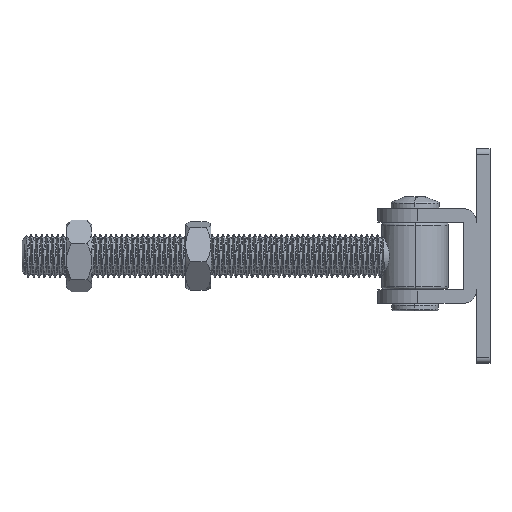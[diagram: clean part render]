
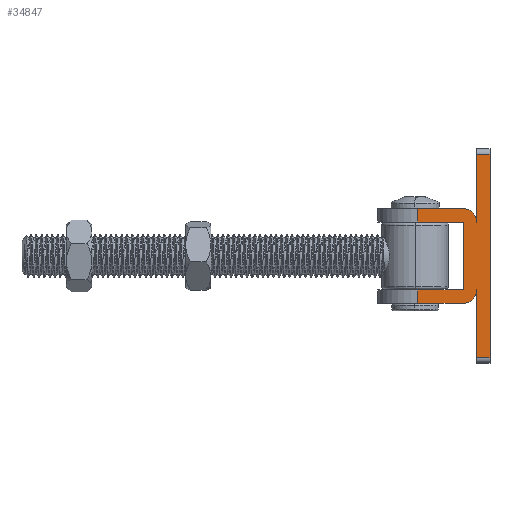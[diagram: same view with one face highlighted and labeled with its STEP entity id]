
A CAD part, left-side view. The second image highlights one B-rep face of the part: STEP entity #34847.
In plain terms, the highlighted face is planar.
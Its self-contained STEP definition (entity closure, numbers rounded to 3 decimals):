
#49 = DIRECTION ( 'NONE',  ( 0., 1., 0. ) ) ;
#325 = CARTESIAN_POINT ( 'NONE',  ( -12.75, 32.2, 15. ) ) ;
#1805 = DIRECTION ( 'NONE',  ( 1., 0., 0. ) ) ;
#1822 = CARTESIAN_POINT ( 'NONE',  ( 38.25, -10., 15. ) ) ;
#2340 = CARTESIAN_POINT ( 'NONE',  ( -17.75, 32.2, 15. ) ) ;
#2355 = VECTOR ( 'NONE', #19543, 1000. ) ;
#2604 = DIRECTION ( 'NONE',  ( 0., -1., 0. ) ) ;
#2850 = CARTESIAN_POINT ( 'NONE',  ( 12.75, 0., 15. ) ) ;
#2970 = ORIENTED_EDGE ( 'NONE', *, *, #10099, .F. ) ;
#3156 = EDGE_CURVE ( 'NONE', #32699, #20091, #26428, .T. ) ;
#3416 = VECTOR ( 'NONE', #49, 1000. ) ;
#3461 = VERTEX_POINT ( 'NONE', #7107 ) ;
#4326 = DIRECTION ( 'NONE',  ( 1., 0., 0. ) ) ;
#4337 = DIRECTION ( 'NONE',  ( 0., 1., 0. ) ) ;
#4736 = VERTEX_POINT ( 'NONE', #8373 ) ;
#5329 = ORIENTED_EDGE ( 'NONE', *, *, #3156, .T. ) ;
#5374 = VECTOR ( 'NONE', #4326, 1000. ) ;
#5604 = VERTEX_POINT ( 'NONE', #21373 ) ;
#5748 = LINE ( 'NONE', #16206, #30684 ) ;
#6501 = CARTESIAN_POINT ( 'NONE',  ( 17.75, 17.2, 15. ) ) ;
#6503 = DIRECTION ( 'NONE',  ( 1., 0., 0. ) ) ;
#6697 = CARTESIAN_POINT ( 'NONE',  ( 38.25, -5., 15. ) ) ;
#7075 = ORIENTED_EDGE ( 'NONE', *, *, #9889, .T. ) ;
#7107 = CARTESIAN_POINT ( 'NONE',  ( 12.75, 17.2, 15. ) ) ;
#8079 = DIRECTION ( 'NONE',  ( 0., 0., 1. ) ) ;
#8373 = CARTESIAN_POINT ( 'NONE',  ( 38.25, -10., 15. ) ) ;
#8388 = VECTOR ( 'NONE', #9558, 1000. ) ;
#8659 = VERTEX_POINT ( 'NONE', #24725 ) ;
#9092 = VECTOR ( 'NONE', #22698, 1000. ) ;
#9402 = EDGE_CURVE ( 'NONE', #20319, #20091, #29431, .T. ) ;
#9449 = ORIENTED_EDGE ( 'NONE', *, *, #25339, .T. ) ;
#9548 = CARTESIAN_POINT ( 'NONE',  ( 12.75, 0., 15. ) ) ;
#9558 = DIRECTION ( 'NONE',  ( -1., 0., 0. ) ) ;
#9889 = EDGE_CURVE ( 'NONE', #28944, #5604, #27149, .T. ) ;
#10099 = EDGE_CURVE ( 'NONE', #4736, #8659, #29855, .T. ) ;
#10905 = CARTESIAN_POINT ( 'NONE',  ( -38.25, -5., 15. ) ) ;
#10992 = LINE ( 'NONE', #16586, #3416 ) ;
#11159 = CARTESIAN_POINT ( 'NONE',  ( 12.75, 0., 15. ) ) ;
#11205 = ORIENTED_EDGE ( 'NONE', *, *, #29377, .T. ) ;
#11296 = PLANE ( 'NONE',  #16899 ) ;
#11306 = VECTOR ( 'NONE', #2604, 1000. ) ;
#11415 = ORIENTED_EDGE ( 'NONE', *, *, #14378, .T. ) ;
#12147 = DIRECTION ( 'NONE',  ( 0., 0., 1. ) ) ;
#12540 = VERTEX_POINT ( 'NONE', #32103 ) ;
#12878 = DIRECTION ( 'NONE',  ( -1., 0., 0. ) ) ;
#13008 = ORIENTED_EDGE ( 'NONE', *, *, #15349, .T. ) ;
#14378 = EDGE_CURVE ( 'NONE', #19775, #28944, #21036, .T. ) ;
#14859 = CARTESIAN_POINT ( 'NONE',  ( -12.75, 0., 15. ) ) ;
#15349 = EDGE_CURVE ( 'NONE', #4736, #19775, #28596, .T. ) ;
#15473 = LINE ( 'NONE', #2340, #17705 ) ;
#16188 = ORIENTED_EDGE ( 'NONE', *, *, #23427, .T. ) ;
#16206 = CARTESIAN_POINT ( 'NONE',  ( -12.75, 0., 15. ) ) ;
#16586 = CARTESIAN_POINT ( 'NONE',  ( 17.75, 0., 15. ) ) ;
#16899 = AXIS2_PLACEMENT_3D ( 'NONE', #25119, #8079, #33722 ) ;
#17346 = ORIENTED_EDGE ( 'NONE', *, *, #25621, .T. ) ;
#17705 = VECTOR ( 'NONE', #25241, 1000. ) ;
#17832 = CARTESIAN_POINT ( 'NONE',  ( -12.75, 17.2, 15. ) ) ;
#17907 = DIRECTION ( 'NONE',  ( 1., 0., 0. ) ) ;
#18272 = CARTESIAN_POINT ( 'NONE',  ( -12.75, 0., 15. ) ) ;
#18872 = VERTEX_POINT ( 'NONE', #11159 ) ;
#18960 = VECTOR ( 'NONE', #1805, 1000. ) ;
#19379 = VECTOR ( 'NONE', #4337, 1000. ) ;
#19428 = CARTESIAN_POINT ( 'NONE',  ( 38.25, -5., 15. ) ) ;
#19543 = DIRECTION ( 'NONE',  ( -1., 0., 0. ) ) ;
#19775 = VERTEX_POINT ( 'NONE', #19957 ) ;
#19957 = CARTESIAN_POINT ( 'NONE',  ( 38.25, -5., 15. ) ) ;
#20006 = VERTEX_POINT ( 'NONE', #6501 ) ;
#20042 = VECTOR ( 'NONE', #12878, 1000. ) ;
#20091 = VERTEX_POINT ( 'NONE', #17832 ) ;
#20144 = ORIENTED_EDGE ( 'NONE', *, *, #34267, .F. ) ;
#20306 = CARTESIAN_POINT ( 'NONE',  ( 12.75, -5., 15. ) ) ;
#20319 = VERTEX_POINT ( 'NONE', #36346 ) ;
#20762 = CIRCLE ( 'NONE', #22444, 5. ) ;
#20960 = EDGE_CURVE ( 'NONE', #18872, #32699, #5748, .T. ) ;
#21036 = LINE ( 'NONE', #19428, #2355 ) ;
#21373 = CARTESIAN_POINT ( 'NONE',  ( 17.75, 0., 15. ) ) ;
#21463 = ORIENTED_EDGE ( 'NONE', *, *, #23690, .T. ) ;
#22085 = CARTESIAN_POINT ( 'NONE',  ( -17.75, 17.2, 15. ) ) ;
#22444 = AXIS2_PLACEMENT_3D ( 'NONE', #14859, #29282, #6503 ) ;
#22698 = DIRECTION ( 'NONE',  ( 0., 1., 0. ) ) ;
#22962 = CARTESIAN_POINT ( 'NONE',  ( 38.25, -10., 15. ) ) ;
#22971 = FACE_OUTER_BOUND ( 'NONE', #27764, .T. ) ;
#23427 = EDGE_CURVE ( 'NONE', #28089, #35720, #26199, .T. ) ;
#23690 = EDGE_CURVE ( 'NONE', #20319, #12540, #15473, .T. ) ;
#23754 = LINE ( 'NONE', #2850, #11306 ) ;
#24725 = CARTESIAN_POINT ( 'NONE',  ( -38.25, -10., 15. ) ) ;
#25119 = CARTESIAN_POINT ( 'NONE',  ( 12.75, 0., 15. ) ) ;
#25241 = DIRECTION ( 'NONE',  ( 0., -1., 0. ) ) ;
#25339 = EDGE_CURVE ( 'NONE', #12540, #28089, #20762, .T. ) ;
#25454 = DIRECTION ( 'NONE',  ( 0., 1., 0. ) ) ;
#25621 = EDGE_CURVE ( 'NONE', #5604, #20006, #10992, .T. ) ;
#26199 = LINE ( 'NONE', #6697, #8388 ) ;
#26428 = LINE ( 'NONE', #325, #9092 ) ;
#27149 = CIRCLE ( 'NONE', #28628, 5. ) ;
#27331 = ORIENTED_EDGE ( 'NONE', *, *, #20960, .T. ) ;
#27609 = EDGE_CURVE ( 'NONE', #8659, #35720, #31877, .T. ) ;
#27764 = EDGE_LOOP ( 'NONE', ( #29886, #21463, #9449, #16188, #34400, #2970, #13008, #11415, #7075, #17346, #20144, #11205, #27331, #5329 ) ) ;
#28089 = VERTEX_POINT ( 'NONE', #31400 ) ;
#28596 = LINE ( 'NONE', #22962, #31293 ) ;
#28628 = AXIS2_PLACEMENT_3D ( 'NONE', #9548, #12147, #17907 ) ;
#28944 = VERTEX_POINT ( 'NONE', #20306 ) ;
#29282 = DIRECTION ( 'NONE',  ( 0., 0., 1. ) ) ;
#29377 = EDGE_CURVE ( 'NONE', #3461, #18872, #23754, .T. ) ;
#29431 = LINE ( 'NONE', #32505, #5374 ) ;
#29855 = LINE ( 'NONE', #1822, #20042 ) ;
#29886 = ORIENTED_EDGE ( 'NONE', *, *, #9402, .F. ) ;
#29893 = CARTESIAN_POINT ( 'NONE',  ( -38.25, -10., 15. ) ) ;
#30563 = LINE ( 'NONE', #22085, #18960 ) ;
#30684 = VECTOR ( 'NONE', #33409, 1000. ) ;
#31293 = VECTOR ( 'NONE', #25454, 1000. ) ;
#31400 = CARTESIAN_POINT ( 'NONE',  ( -12.75, -5., 15. ) ) ;
#31877 = LINE ( 'NONE', #29893, #19379 ) ;
#32103 = CARTESIAN_POINT ( 'NONE',  ( -17.75, 0., 15. ) ) ;
#32505 = CARTESIAN_POINT ( 'NONE',  ( -17.75, 17.2, 15. ) ) ;
#32699 = VERTEX_POINT ( 'NONE', #18272 ) ;
#33409 = DIRECTION ( 'NONE',  ( -1., 0., 0. ) ) ;
#33722 = DIRECTION ( 'NONE',  ( 1., 0., 0. ) ) ;
#34267 = EDGE_CURVE ( 'NONE', #3461, #20006, #30563, .T. ) ;
#34400 = ORIENTED_EDGE ( 'NONE', *, *, #27609, .F. ) ;
#34847 = ADVANCED_FACE ( 'NONE', ( #22971 ), #11296, .T. ) ;
#35720 = VERTEX_POINT ( 'NONE', #10905 ) ;
#36346 = CARTESIAN_POINT ( 'NONE',  ( -17.75, 17.2, 15. ) ) ;
